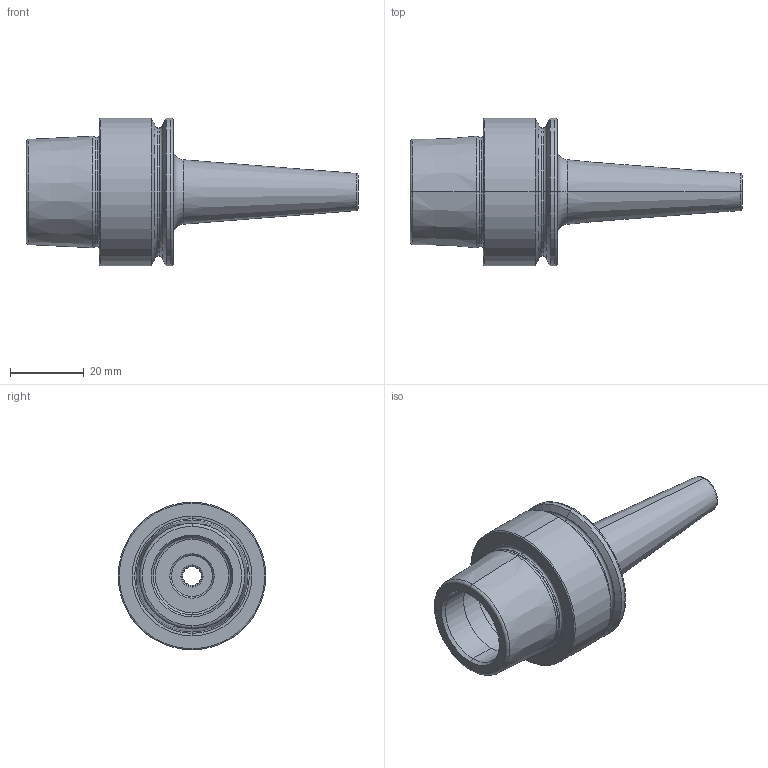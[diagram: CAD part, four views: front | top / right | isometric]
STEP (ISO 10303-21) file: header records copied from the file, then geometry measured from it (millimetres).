
FILE_DESCRIPTION (( 'STEP AP214' ), '1' );
FILE_NAME ('HE4.S05.K01.070.STEP', '2014-10-27T08:47:24', ( 'baer' ), ( 'Hewlett-Packard Company' ), 'SwSTEP 2.0', 'SolidWorks 2012', '' );
FILE_SCHEMA (( 'AUTOMOTIVE_DESIGN' ));
Length unit declared in the file: millimetre
Products named in the file (1): HE4.S05.K01.070
Bounding box: 89.9 x 40 x 40 mm (x, y, z)
Volume: 32201.4 mm3; surface area: 12299.7 mm2
Topology: 1 solids, 1 shells, 81 faces, 162 edges, 90 vertices
Faces by surface type: torus 24, cone 24, cylinder 24, plane 9
Entity records: 2543 total; most frequent: DIRECTION 440, CARTESIAN_POINT 334, ORIENTED_EDGE 324, AXIS2_PLACEMENT_3D 196, EDGE_CURVE 162, CIRCLE 114, VERTEX_POINT 90, EDGE_LOOP 90
